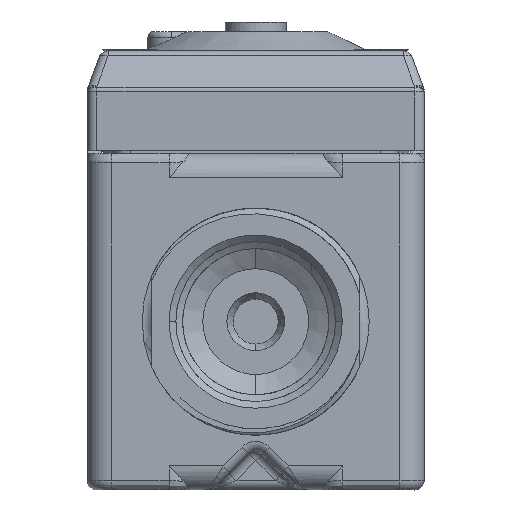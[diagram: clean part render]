
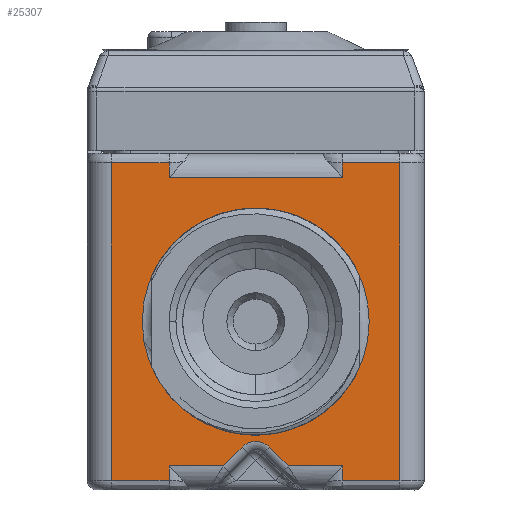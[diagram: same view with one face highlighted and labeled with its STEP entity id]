
A CAD part, front view. The second image highlights one B-rep face of the part: STEP entity #25307.
In plain terms, the highlighted planar face has unit normal (0, -1, 0).
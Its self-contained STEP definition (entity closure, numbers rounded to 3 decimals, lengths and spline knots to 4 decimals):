
#742=DIRECTION('',(-1.,0.,0.));
#743=VECTOR('',#742,0.9);
#744=CARTESIAN_POINT('',(0.45,-2.3402,0.7498));
#745=LINE('',#744,#743);
#1159=CARTESIAN_POINT('',(-0.7498,-2.3402,0.825));
#1160=CARTESIAN_POINT('',(-0.7292,-2.3402,
0.825));
#1161=CARTESIAN_POINT('',(-0.6893,-2.3402,
0.825));
#1162=CARTESIAN_POINT('',(-0.6338,-2.3402,
0.825));
#1163=CARTESIAN_POINT('',(-0.5822,-2.3402,
0.825));
#1164=CARTESIAN_POINT('',(-0.5344,-2.3402,
0.825));
#1165=CARTESIAN_POINT('',(-0.4901,-2.3402,
0.825));
#1166=CARTESIAN_POINT('',(-0.463,-2.3402,
0.8249));
#1167=CARTESIAN_POINT('',(-0.45,-2.3402,
0.825));
#1169=DIRECTION('',(0.,0.,-1.));
#1170=VECTOR('',#1169,0.0752);
#1171=CARTESIAN_POINT('',(-0.45,-2.3402,
0.825));
#1172=LINE('',#1171,#1170);
#1173=DIRECTION('',(0.,0.,-1.));
#1174=VECTOR('',#1173,0.0752);
#1175=CARTESIAN_POINT('',(0.45,-2.3402,
0.825));
#1176=LINE('',#1175,#1174);
#1177=CARTESIAN_POINT('',(0.45,-2.3402,
0.825));
#1178=CARTESIAN_POINT('',(0.4629,-2.3402,
0.8249));
#1179=CARTESIAN_POINT('',(0.4901,-2.3402,
0.825));
#1180=CARTESIAN_POINT('',(0.5344,-2.3402,
0.825));
#1181=CARTESIAN_POINT('',(0.5823,-2.3402,
0.825));
#1182=CARTESIAN_POINT('',(0.6339,-2.3402,
0.825));
#1183=CARTESIAN_POINT('',(0.6893,-2.3402,
0.825));
#1184=CARTESIAN_POINT('',(0.7292,-2.3402,
0.825));
#1185=CARTESIAN_POINT('',(0.7498,-2.3402,0.825));
#1187=CARTESIAN_POINT('',(0.7498,-2.3402,-0.825));
#1188=CARTESIAN_POINT('',(0.7292,-2.3402,
-0.825));
#1189=CARTESIAN_POINT('',(0.6893,-2.3402,
-0.825));
#1190=CARTESIAN_POINT('',(0.6339,-2.3402,
-0.825));
#1191=CARTESIAN_POINT('',(0.5823,-2.3402,
-0.825));
#1192=CARTESIAN_POINT('',(0.5344,-2.3402,
-0.825));
#1193=CARTESIAN_POINT('',(0.4901,-2.3402,
-0.825));
#1194=CARTESIAN_POINT('',(0.4629,-2.3402,
-0.8249));
#1195=CARTESIAN_POINT('',(0.45,-2.3402,
-0.825));
#1197=DIRECTION('',(0.,0.,-1.));
#1198=VECTOR('',#1197,0.0752);
#1199=CARTESIAN_POINT('',(0.45,-2.3402,-0.7498));
#1200=LINE('',#1199,#1198);
#1201=DIRECTION('',(0.,0.,-1.));
#1202=VECTOR('',#1201,0.0752);
#1203=CARTESIAN_POINT('',(-0.45,-2.3402,-0.7498));
#1204=LINE('',#1203,#1202);
#1205=CARTESIAN_POINT('',(-0.45,-2.3402,
-0.825));
#1206=CARTESIAN_POINT('',(-0.463,-2.3402,
-0.8249));
#1207=CARTESIAN_POINT('',(-0.4901,-2.3402,
-0.825));
#1208=CARTESIAN_POINT('',(-0.5344,-2.3402,
-0.825));
#1209=CARTESIAN_POINT('',(-0.5823,-2.3402,
-0.825));
#1210=CARTESIAN_POINT('',(-0.6339,-2.3402,
-0.825));
#1211=CARTESIAN_POINT('',(-0.6893,-2.3402,
-0.825));
#1212=CARTESIAN_POINT('',(-0.7292,-2.3402,
-0.825));
#1213=CARTESIAN_POINT('',(-0.7498,-2.3402,-0.825));
#1215=DIRECTION('',(0.,0.,1.));
#1216=VECTOR('',#1215,1.65);
#1217=CARTESIAN_POINT('',(-0.7498,-2.3402,-0.825));
#1218=LINE('',#1217,#1216);
#1219=CARTESIAN_POINT('',(0.,-2.3402,0.));
#1220=DIRECTION('',(0.,-1.,0.));
#1221=DIRECTION('',(0.,0.,-1.));
#1222=AXIS2_PLACEMENT_3D('',#1219,#1220,#1221);
#1224=CARTESIAN_POINT('',(0.,-2.3402,0.));
#1225=DIRECTION('',(0.,-1.,0.));
#1226=DIRECTION('',(0.,0.,1.));
#1227=AXIS2_PLACEMENT_3D('',#1224,#1225,#1226);
#1254=CARTESIAN_POINT('',(0.45,-2.3402,0.7498));
#1289=DIRECTION('',(0.,0.,1.));
#1290=VECTOR('',#1289,1.65);
#1291=CARTESIAN_POINT('',(0.7498,-2.3402,-0.825));
#1292=LINE('',#1291,#1290);
#1332=DIRECTION('',(1.,0.,0.));
#1333=VECTOR('',#1332,0.2812);
#1334=CARTESIAN_POINT('',(0.1688,-2.3402,
-0.7498));
#1335=LINE('',#1334,#1333);
#1505=DIRECTION('',(1.,0.,0.));
#1506=VECTOR('',#1505,0.2812);
#1507=CARTESIAN_POINT('',(-0.45,-2.3402,-0.7498));
#1508=LINE('',#1507,#1506);
#1547=CARTESIAN_POINT('',(-0.45,-2.3402,-0.7498));
#1599=CARTESIAN_POINT('',(-0.1688,-2.3402,
-0.7498));
#1668=CARTESIAN_POINT('',(0.,-2.3402,-0.7224));
#1669=DIRECTION('',(0.,1.,0.));
#1670=DIRECTION('',(-0.707,0.,0.707));
#1671=AXIS2_PLACEMENT_3D('',#1668,#1669,#1670);
#1673=DIRECTION('',(0.707,0.,0.707));
#1674=VECTOR('',#1673,0.1388);
#1675=CARTESIAN_POINT('',(-0.1688,-2.3402,
-0.7498));
#1676=LINE('',#1675,#1674);
#1686=DIRECTION('',(-0.707,0.,0.707));
#1687=VECTOR('',#1686,0.1388);
#1688=CARTESIAN_POINT('',(0.1688,-2.3402,
-0.7498));
#1689=LINE('',#1688,#1687);
#20615=CARTESIAN_POINT('',(0.,-2.3402,-0.59));
#20616=CARTESIAN_POINT('',(0.,-2.3402,0.59));
#20617=VERTEX_POINT('',#20615);
#20618=VERTEX_POINT('',#20616);
#20807=VERTEX_POINT('',#1599);
#20808=CARTESIAN_POINT('',(-0.0707,-2.3402,
-0.6517));
#20809=VERTEX_POINT('',#20808);
#20814=CARTESIAN_POINT('',(0.0707,-2.3402,
-0.6517));
#20815=VERTEX_POINT('',#20814);
#20816=CARTESIAN_POINT('',(0.1688,-2.3402,
-0.7498));
#20817=VERTEX_POINT('',#20816);
#21149=CARTESIAN_POINT('',(0.7498,-2.3402,0.825));
#21150=VERTEX_POINT('',#21149);
#21153=VERTEX_POINT('',#1159);
#21154=VERTEX_POINT('',#1167);
#21156=VERTEX_POINT('',#1177);
#21169=CARTESIAN_POINT('',(-0.7498,-2.3402,-0.825));
#21170=VERTEX_POINT('',#21169);
#21173=VERTEX_POINT('',#1187);
#21174=VERTEX_POINT('',#1195);
#21176=VERTEX_POINT('',#1205);
#21183=CARTESIAN_POINT('',(-0.45,-2.3402,0.7498));
#21184=VERTEX_POINT('',#21183);
#21187=VERTEX_POINT('',#1254);
#21193=VERTEX_POINT('',#1547);
#21615=CARTESIAN_POINT('',(0.45,-2.3402,-0.7498));
#21616=VERTEX_POINT('',#21615);
#25266=CARTESIAN_POINT('',(0.,-2.3402,0.));
#25267=DIRECTION('',(0.,1.,0.));
#25268=DIRECTION('',(1.,0.,0.));
#25269=AXIS2_PLACEMENT_3D('',#25266,#25267,#25268);
#25270=PLANE('',#25269);
#25271=ORIENTED_EDGE('',*,*,#24390,.T.);
#25273=ORIENTED_EDGE('',*,*,#25272,.T.);
#25274=ORIENTED_EDGE('',*,*,#24524,.F.);
#25276=ORIENTED_EDGE('',*,*,#25275,.F.);
#25277=ORIENTED_EDGE('',*,*,#24702,.T.);
#25279=ORIENTED_EDGE('',*,*,#25278,.F.);
#25281=ORIENTED_EDGE('',*,*,#25280,.T.);
#25283=ORIENTED_EDGE('',*,*,#25282,.F.);
#25285=ORIENTED_EDGE('',*,*,#25284,.F.);
#25287=ORIENTED_EDGE('',*,*,#25286,.T.);
#25289=ORIENTED_EDGE('',*,*,#25288,.F.);
#25291=ORIENTED_EDGE('',*,*,#25290,.F.);
#25293=ORIENTED_EDGE('',*,*,#25292,.F.);
#25295=ORIENTED_EDGE('',*,*,#25294,.T.);
#25297=ORIENTED_EDGE('',*,*,#25296,.T.);
#25298=ORIENTED_EDGE('',*,*,#25259,.T.);
#25299=EDGE_LOOP('',(#25271,#25273,#25274,#25276,#25277,#25279,#25281,#25283,
#25285,#25287,#25289,#25291,#25293,#25295,#25297,#25298));
#25300=FACE_OUTER_BOUND('',#25299,.F.);
#25302=ORIENTED_EDGE('',*,*,#25301,.T.);
#25304=ORIENTED_EDGE('',*,*,#25303,.T.);
#25305=EDGE_LOOP('',(#25302,#25304));
#25306=FACE_BOUND('',#25305,.F.);
#25307=ADVANCED_FACE('',(#25300,#25306),#25270,.F.);
#1168=B_SPLINE_CURVE_WITH_KNOTS('',3,(#1159,#1160,#1161,#1162,#1163,#1164,#1165,
#1166,#1167),.UNSPECIFIED.,.F.,.F.,(4,1,1,1,1,1,4),(0.,0.1667,
0.3333,0.5,0.6667,0.8333,1.),
.UNSPECIFIED.);
#1186=B_SPLINE_CURVE_WITH_KNOTS('',3,(#1177,#1178,#1179,#1180,#1181,#1182,#1183,
#1184,#1185),.UNSPECIFIED.,.F.,.F.,(4,1,1,1,1,1,4),(0.,0.1667,
0.3333,0.5,0.6667,0.8333,1.),
.UNSPECIFIED.);
#1196=B_SPLINE_CURVE_WITH_KNOTS('',3,(#1187,#1188,#1189,#1190,#1191,#1192,#1193,
#1194,#1195),.UNSPECIFIED.,.F.,.F.,(4,1,1,1,1,1,4),(0.,0.1667,
0.3333,0.5,0.6667,0.8333,1.),
.UNSPECIFIED.);
#1214=B_SPLINE_CURVE_WITH_KNOTS('',3,(#1205,#1206,#1207,#1208,#1209,#1210,#1211,
#1212,#1213),.UNSPECIFIED.,.F.,.F.,(4,1,1,1,1,1,4),(0.,0.1667,
0.3333,0.5,0.6667,0.8333,1.),
.UNSPECIFIED.);
#1223=CIRCLE('',#1222,0.59);
#1228=CIRCLE('',#1227,0.59);
#1672=CIRCLE('',#1671,0.1);
#24390=EDGE_CURVE('',#21153,#21154,#1168,.T.);
#24524=EDGE_CURVE('',#21187,#21184,#745,.T.);
#24702=EDGE_CURVE('',#21156,#21150,#1186,.T.);
#25259=EDGE_CURVE('',#21170,#21153,#1218,.T.);
#25272=EDGE_CURVE('',#21154,#21184,#1172,.T.);
#25275=EDGE_CURVE('',#21156,#21187,#1176,.T.);
#25278=EDGE_CURVE('',#21173,#21150,#1292,.T.);
#25280=EDGE_CURVE('',#21173,#21174,#1196,.T.);
#25282=EDGE_CURVE('',#21616,#21174,#1200,.T.);
#25284=EDGE_CURVE('',#20817,#21616,#1335,.T.);
#25286=EDGE_CURVE('',#20817,#20815,#1689,.T.);
#25288=EDGE_CURVE('',#20809,#20815,#1672,.T.);
#25290=EDGE_CURVE('',#20807,#20809,#1676,.T.);
#25292=EDGE_CURVE('',#21193,#20807,#1508,.T.);
#25294=EDGE_CURVE('',#21193,#21176,#1204,.T.);
#25296=EDGE_CURVE('',#21176,#21170,#1214,.T.);
#25301=EDGE_CURVE('',#20617,#20618,#1223,.T.);
#25303=EDGE_CURVE('',#20618,#20617,#1228,.T.);
